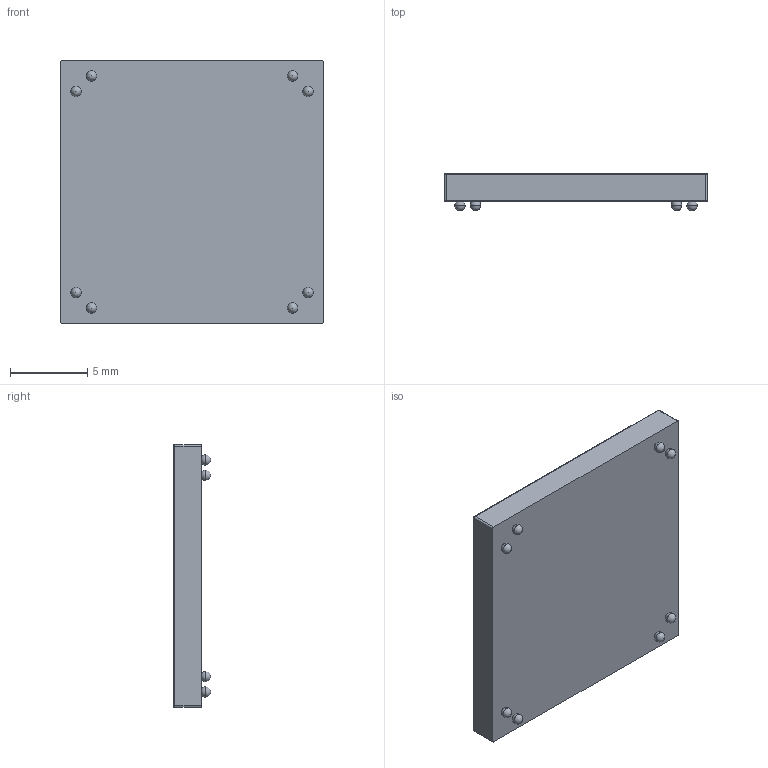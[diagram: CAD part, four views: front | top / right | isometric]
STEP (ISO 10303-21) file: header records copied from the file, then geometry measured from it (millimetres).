
FILE_DESCRIPTION (( 'STEP AP214' ), '1' );
FILE_NAME ('BGA256C100P16X16_1700X1700X180.step', '2011-02-16T12:26:40', ( 'iLLuSioN' ), ( 'Home' ), 'SwSTEP 2.0', 'SolidWorks 2009', '' );
FILE_SCHEMA (( 'AUTOMOTIVE_DESIGN' ));
Length unit declared in the file: millimetre
Products named in the file (1): BGA256C100P16X16_1700X1700X180
Bounding box: 17 x 2.41 x 17 mm (x, y, z)
Volume: 521.2 mm3; surface area: 706.6 mm2
Topology: 1 solids, 1 shells, 53 faces, 142 edges, 88 vertices
Faces by surface type: cylinder 26, sphere 20, plane 7
Entity records: 2026 total; most frequent: DIRECTION 282, CARTESIAN_POINT 232, ORIENTED_EDGE 212, AXIS2_PLACEMENT_3D 122, EDGE_CURVE 106, VERTEX_POINT 72, EDGE_LOOP 70, CIRCLE 68
